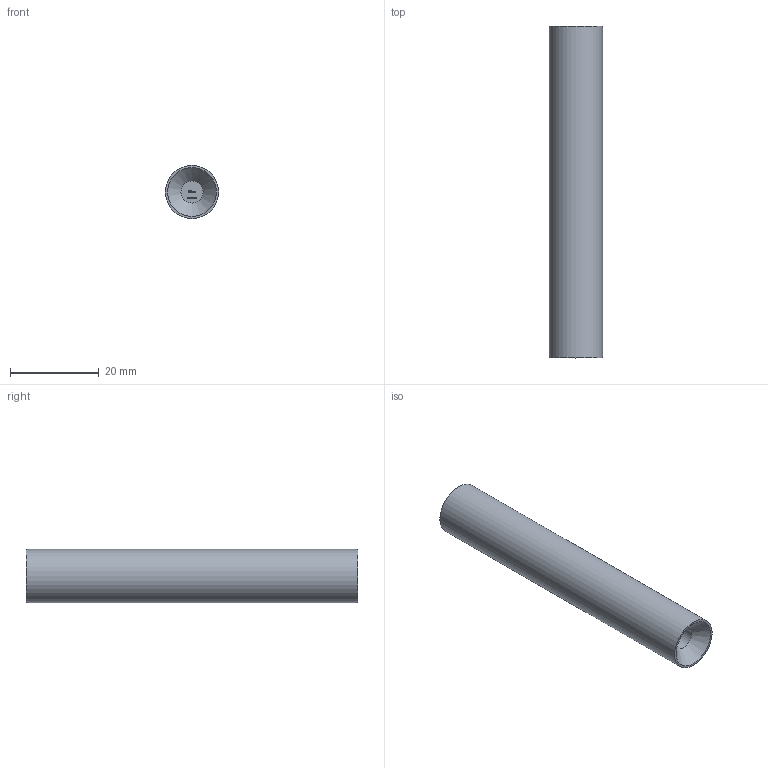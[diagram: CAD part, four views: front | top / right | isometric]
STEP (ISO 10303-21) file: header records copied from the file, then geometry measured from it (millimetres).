
FILE_DESCRIPTION (( 'STEP AP203' ), '1' );
FILE_NAME ('50416-240-75.step', '2023-09-15T08:00:43', ( '' ), ( '' ), 'SwSTEP 2.0', 'SolidWorks 2018', '' );
FILE_SCHEMA (( 'CONFIG_CONTROL_DESIGN' ));
Length unit declared in the file: millimetre
Products named in the file (1): 50416-240-75
Bounding box: 12 x 75 x 12 mm (x, y, z)
Volume: 8062.9 mm3; surface area: 3272.8 mm2
Topology: 1 solids, 21 shells, 272 faces, 662 edges, 441 vertices
Faces by surface type: plane 123, bspline 97, cone 50, cylinder 2
Full cylindrical faces by diameter (mm): 5 x1, 12 x1
Entity records: 12804 total; most frequent: CARTESIAN_POINT 7611, ORIENTED_EDGE 1318, EDGE_CURVE 659, DIRECTION 562, VERTEX_POINT 441, B_SPLINE_CURVE_WITH_KNOTS 414, EDGE_LOOP 284, FACE_OUTER_BOUND 254
